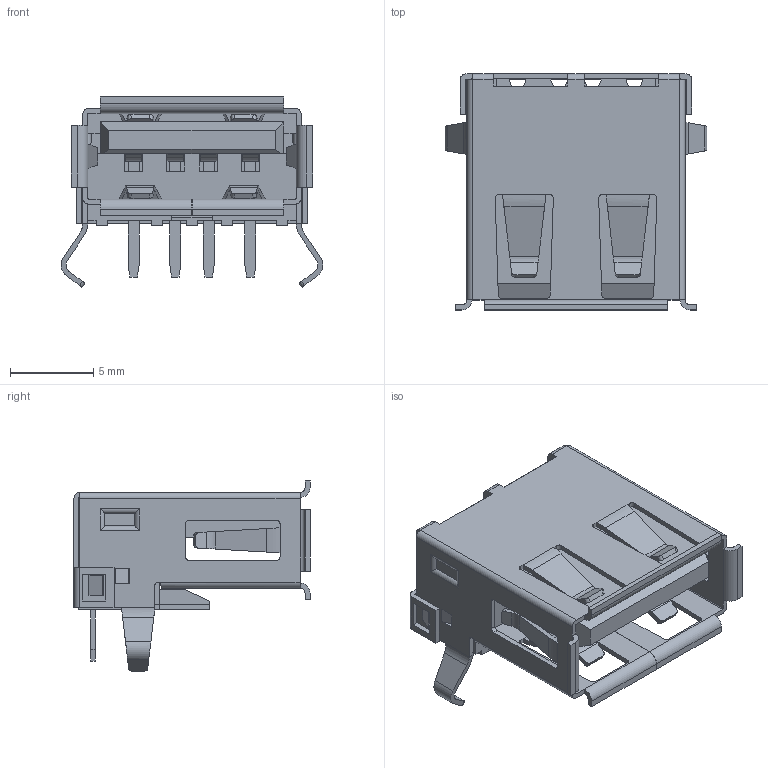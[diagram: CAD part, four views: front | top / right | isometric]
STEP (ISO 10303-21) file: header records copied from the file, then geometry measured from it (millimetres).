
FILE_DESCRIPTION( ( 'Unknown' ), '1' );
FILE_NAME( '614004190021.stp', 'Unknown', ( 'Unknown' ), ( 'Unknown' ), 'PSStep 18.0.17', 'Unknown', ' ' );
FILE_SCHEMA( ( 'AUTOMOTIVE_DESIGN { 1 0 10303 214 1 1 1 1 }' ) );
Length unit declared in the file: millimetre
Products named in the file (4): Assem1; 614004190021_Housing; 614004190021_Pin; 614004190021_Shielding
Assembly tree (6 placements, depth 2):
  Assem1
    614004190021_Housing
    614004190021_Pin  x4
    614004190021_Shielding
Bounding box: 15.7 x 14.15 x 11.4 mm (x, y, z)
Volume: 575.1 mm3; surface area: 2129.8 mm2
Topology: 6 solids, 6 shells, 749 faces, 2115 edges, 1370 vertices
Faces by surface type: plane 549, cylinder 190, bspline 10
Entity records: 22528 total; most frequent: CARTESIAN_POINT 3278, ORIENTED_EDGE 3162, DIRECTION 2949, EDGE_CURVE 1581, LINE 1317, VECTOR 1317, VERTEX_POINT 1022, AXIS2_PLACEMENT_3D 816
